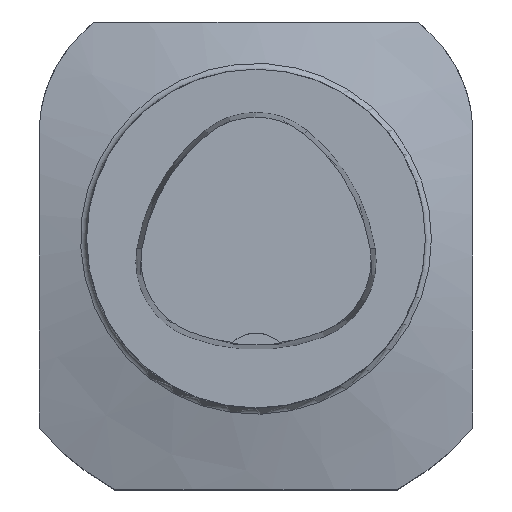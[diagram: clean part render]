
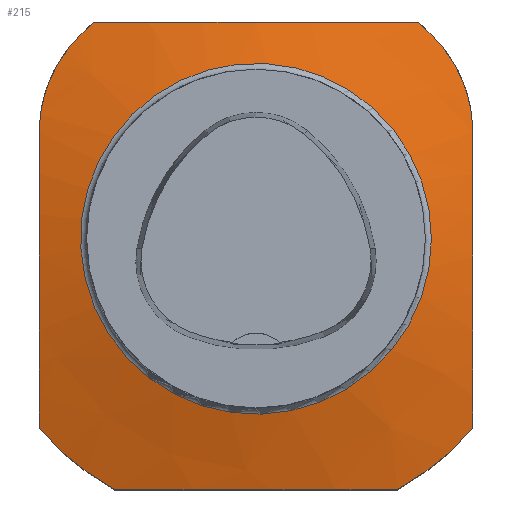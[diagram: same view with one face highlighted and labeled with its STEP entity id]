
A CAD part, top view. The second image highlights one B-rep face of the part: STEP entity #215.
In plain terms, the highlighted conical face has half-angle 75 degrees and reference radius 50 mm.
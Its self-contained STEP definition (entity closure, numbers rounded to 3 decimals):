
#95=B_SPLINE_CURVE_WITH_KNOTS('',3,(#2152,#2153,#2154,#2155,#2156,#2157),
 .UNSPECIFIED.,.F.,.F.,(4,2,4),(0.,0.5,1.),.UNSPECIFIED.);
#96=B_SPLINE_CURVE_WITH_KNOTS('',3,(#2161,#2162,#2163,#2164,#2165,#2166),
 .UNSPECIFIED.,.F.,.F.,(4,2,4),(0.,0.5,1.),.UNSPECIFIED.);
#97=B_SPLINE_CURVE_WITH_KNOTS('',3,(#2171,#2172,#2173,#2174,#2175,#2176),
 .UNSPECIFIED.,.F.,.F.,(4,2,4),(0.,0.5,1.),.UNSPECIFIED.);
#98=B_SPLINE_CURVE_WITH_KNOTS('',3,(#2178,#2179,#2180,#2181),
 .UNSPECIFIED.,.F.,.F.,(4,4),(0.,1.),.UNSPECIFIED.);
#99=B_SPLINE_CURVE_WITH_KNOTS('',3,(#2183,#2184,#2185,#2186),
 .UNSPECIFIED.,.F.,.F.,(4,4),(0.,1.),.UNSPECIFIED.);
#100=B_SPLINE_CURVE_WITH_KNOTS('',3,(#2187,#2188,#2189,#2190),
 .UNSPECIFIED.,.F.,.F.,(4,4),(0.,1.),.UNSPECIFIED.);
#101=B_SPLINE_CURVE_WITH_KNOTS('',3,(#2192,#2193,#2194,#2195),
 .UNSPECIFIED.,.F.,.F.,(4,4),(0.,1.),.UNSPECIFIED.);
#102=B_SPLINE_CURVE_WITH_KNOTS('',3,(#2197,#2198,#2199,#2200,#2201,#2202),
 .UNSPECIFIED.,.F.,.F.,(4,2,4),(0.,0.5,1.),.UNSPECIFIED.);
#117=CONICAL_SURFACE('',#1503,50.,75.);
#215=ADVANCED_FACE('',(#350,#351),#117,.T.);
#311=CIRCLE('',#1500,25.889);
#312=CIRCLE('',#1501,42.5);
#313=CIRCLE('',#1502,42.5);
#350=FACE_BOUND('',#423,.T.);
#351=FACE_BOUND('',#424,.T.);
#423=EDGE_LOOP('',(#630));
#424=EDGE_LOOP('',(#631,#632,#633,#634,#635,#636,#637,#638,#639,#640));
#630=ORIENTED_EDGE('',*,*,#1077,.F.);
#631=ORIENTED_EDGE('',*,*,#1078,.F.);
#632=ORIENTED_EDGE('',*,*,#1079,.T.);
#633=ORIENTED_EDGE('',*,*,#1080,.T.);
#634=ORIENTED_EDGE('',*,*,#1081,.T.);
#635=ORIENTED_EDGE('',*,*,#1082,.F.);
#636=ORIENTED_EDGE('',*,*,#1076,.F.);
#637=ORIENTED_EDGE('',*,*,#1083,.F.);
#638=ORIENTED_EDGE('',*,*,#1084,.T.);
#639=ORIENTED_EDGE('',*,*,#1085,.F.);
#640=ORIENTED_EDGE('',*,*,#1086,.T.);
#929=VERTEX_POINT('',#2146);
#932=VERTEX_POINT('',#2151);
#933=VERTEX_POINT('',#2160);
#934=VERTEX_POINT('',#2167);
#935=VERTEX_POINT('',#2168);
#936=VERTEX_POINT('',#2170);
#937=VERTEX_POINT('',#2177);
#938=VERTEX_POINT('',#2182);
#939=VERTEX_POINT('',#2191);
#940=VERTEX_POINT('',#2196);
#941=VERTEX_POINT('',#2203);
#1076=EDGE_CURVE('',#932,#929,#95,.T.);
#1077=EDGE_CURVE('',#933,#933,#311,.T.);
#1078=EDGE_CURVE('',#934,#935,#96,.T.);
#1079=EDGE_CURVE('',#934,#936,#312,.T.);
#1080=EDGE_CURVE('',#936,#937,#97,.T.);
#1081=EDGE_CURVE('',#937,#938,#98,.T.);
#1082=EDGE_CURVE('',#929,#938,#99,.T.);
#1083=EDGE_CURVE('',#939,#932,#100,.T.);
#1084=EDGE_CURVE('',#939,#940,#101,.T.);
#1085=EDGE_CURVE('',#941,#940,#102,.T.);
#1086=EDGE_CURVE('',#941,#935,#313,.T.);
#1500=AXIS2_PLACEMENT_3D('',#2159,#1741,#1742);
#1501=AXIS2_PLACEMENT_3D('',#2169,#1743,#1744);
#1502=AXIS2_PLACEMENT_3D('',#2204,#1745,#1746);
#1503=AXIS2_PLACEMENT_3D('',#2205,#1747,#1748);
#1741=DIRECTION('',(0.,0.,1.));
#1742=DIRECTION('',(1.,0.,0.));
#1743=DIRECTION('',(0.,0.,1.));
#1744=DIRECTION('',(-1.,0.,0.));
#1745=DIRECTION('',(0.,0.,1.));
#1746=DIRECTION('',(-1.,0.,0.));
#1747=DIRECTION('',(0.,0.,-1.));
#1748=DIRECTION('',(-1.,0.,0.));
#2146=CARTESIAN_POINT('',(24.,32.,-25.219));
#2151=CARTESIAN_POINT('',(-24.,32.,-25.219));
#2152=CARTESIAN_POINT('',(-24.,32.,-25.219));
#2153=CARTESIAN_POINT('',(-16.033,32.,-23.938));
#2154=CARTESIAN_POINT('',(-7.97,32.,-23.073));
#2155=CARTESIAN_POINT('',(8.04,32.,-23.078));
#2156=CARTESIAN_POINT('',(16.026,32.,-23.937));
#2157=CARTESIAN_POINT('',(24.,32.,-25.219));
#2159=CARTESIAN_POINT('',(0.,0.,-21.438));
#2160=CARTESIAN_POINT('',(25.889,0.,-21.438));
#2161=CARTESIAN_POINT('',(20.911,-37.,-25.889));
#2162=CARTESIAN_POINT('',(13.948,-37.,-24.971));
#2163=CARTESIAN_POINT('',(6.983,-37.,-24.416));
#2164=CARTESIAN_POINT('',(-6.957,-37.,-24.415));
#2165=CARTESIAN_POINT('',(-13.932,-37.,-24.969));
#2166=CARTESIAN_POINT('',(-20.911,-37.,-25.889));
#2167=CARTESIAN_POINT('',(20.911,-37.,-25.889));
#2168=CARTESIAN_POINT('',(-20.911,-37.,-25.889));
#2169=CARTESIAN_POINT('',(0.,0.,-25.889));
#2170=CARTESIAN_POINT('',(32.,-27.969,-25.889));
#2171=CARTESIAN_POINT('',(32.,-27.969,-25.889));
#2172=CARTESIAN_POINT('',(32.,-20.731,-24.613));
#2173=CARTESIAN_POINT('',(32.,-13.456,-23.604));
#2174=CARTESIAN_POINT('',(32.,1.103,-22.864));
#2175=CARTESIAN_POINT('',(32.,8.402,-23.19));
#2176=CARTESIAN_POINT('',(32.,15.716,-24.054));
#2177=CARTESIAN_POINT('',(32.,15.716,-24.054));
#2178=CARTESIAN_POINT('',(32.,15.716,-24.054));
#2179=CARTESIAN_POINT('',(32.,20.973,-24.675));
#2180=CARTESIAN_POINT('',(29.886,26.114,-25.041));
#2181=CARTESIAN_POINT('',(26.142,29.858,-25.135));
#2182=CARTESIAN_POINT('',(26.142,29.858,-25.135));
#2183=CARTESIAN_POINT('',(24.,32.,-25.219));
#2184=CARTESIAN_POINT('',(24.714,31.286,-25.181));
#2185=CARTESIAN_POINT('',(25.428,30.572,-25.153));
#2186=CARTESIAN_POINT('',(26.142,29.858,-25.135));
#2187=CARTESIAN_POINT('',(-26.142,29.858,-25.135));
#2188=CARTESIAN_POINT('',(-25.428,30.572,-25.153));
#2189=CARTESIAN_POINT('',(-24.714,31.286,-25.181));
#2190=CARTESIAN_POINT('',(-24.,32.,-25.219));
#2191=CARTESIAN_POINT('',(-26.142,29.858,-25.135));
#2192=CARTESIAN_POINT('',(-26.142,29.858,-25.135));
#2193=CARTESIAN_POINT('',(-29.885,26.115,-25.041));
#2194=CARTESIAN_POINT('',(-32.,20.973,-24.675));
#2195=CARTESIAN_POINT('',(-32.,15.716,-24.054));
#2196=CARTESIAN_POINT('',(-32.,15.716,-24.054));
#2197=CARTESIAN_POINT('',(-32.,-27.969,-25.889));
#2198=CARTESIAN_POINT('',(-32.,-20.731,-24.613));
#2199=CARTESIAN_POINT('',(-32.,-13.456,-23.604));
#2200=CARTESIAN_POINT('',(-32.,1.103,-22.864));
#2201=CARTESIAN_POINT('',(-32.,8.402,-23.19));
#2202=CARTESIAN_POINT('',(-32.,15.716,-24.054));
#2203=CARTESIAN_POINT('',(-32.,-27.969,-25.889));
#2204=CARTESIAN_POINT('',(0.,0.,-25.889));
#2205=CARTESIAN_POINT('',(0.,0.,-27.899));
